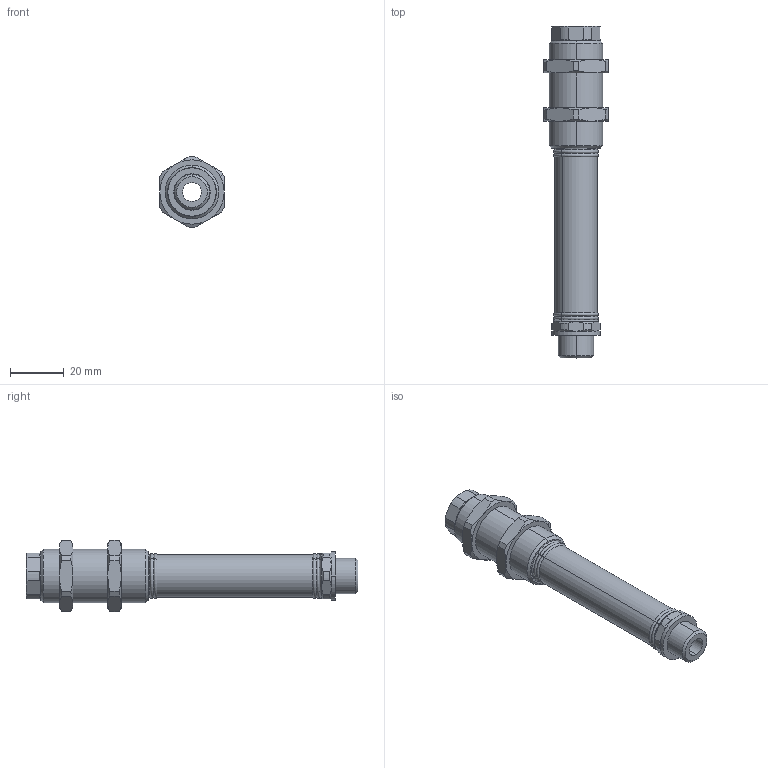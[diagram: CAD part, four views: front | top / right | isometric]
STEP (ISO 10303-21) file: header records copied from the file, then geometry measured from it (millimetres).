
FILE_DESCRIPTION (( 'STEP AP203' ), '1' );
FILE_NAME ('10.01.02.00568.step', '2021-04-14T12:44:00', ( '' ), ( '' ), 'SwSTEP 2.0', 'SolidWorks 2021', '' );
FILE_SCHEMA (( 'CONFIG_CONTROL_DESIGN' ));
Length unit declared in the file: millimetre
Products named in the file (1): 10.01.02.00568
Bounding box: 24 x 123.8 x 26.51 mm (x, y, z)
Volume: 22500.5 mm3; surface area: 20988.3 mm2
Topology: 1 solids, 2 shells, 200 faces, 452 edges, 272 vertices
Faces by surface type: cylinder 60, plane 56, cone 52, torus 32
Entity records: 6455 total; most frequent: CARTESIAN_POINT 1965, DIRECTION 954, ORIENTED_EDGE 904, EDGE_CURVE 452, AXIS2_PLACEMENT_3D 421, VERTEX_POINT 272, EDGE_LOOP 220, CIRCLE 220
